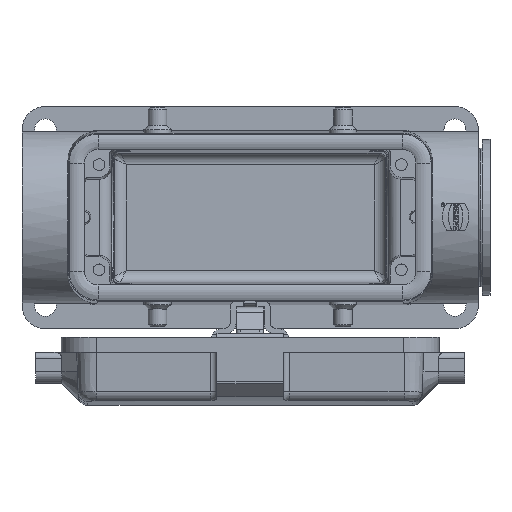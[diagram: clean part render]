
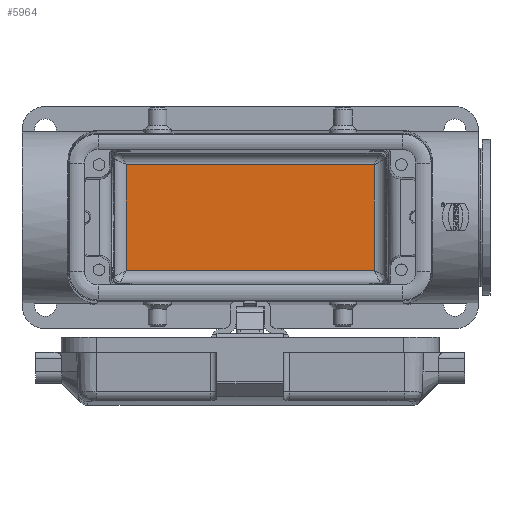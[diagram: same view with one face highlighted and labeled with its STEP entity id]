
A CAD part, top view. The second image highlights one B-rep face of the part: STEP entity #5964.
In plain terms, the highlighted planar face has unit normal (0, 0, 1).
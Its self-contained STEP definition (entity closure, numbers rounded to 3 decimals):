
#5925=CARTESIAN_POINT('',(34.75,-17.75,-65.25));
#5926=DIRECTION('',(0.0,0.0,-1.0));
#5927=DIRECTION('',(-1.0,0.0,0.0));
#5928=AXIS2_PLACEMENT_3D('',#5925,#5926,#5927);
#5929=PLANE('',#5928);
#5930=CARTESIAN_POINT('',(-31.804,-13.567,-65.25));
#5931=VERTEX_POINT('',#5930);
#5932=CARTESIAN_POINT('',(31.804,-13.567,-65.25));
#5933=VERTEX_POINT('',#5932);
#5934=CARTESIAN_POINT('',(-31.804,-13.567,-65.25));
#5935=DIRECTION('',(1.0,0.0,0.0));
#5936=VECTOR('',#5935,63.609);
#5937=LINE('',#5934,#5936);
#5938=EDGE_CURVE('',#5931,#5933,#5937,.T.);
#5939=ORIENTED_EDGE('',*,*,#5938,.T.);
#5940=CARTESIAN_POINT('',(31.804,13.567,-65.25));
#5941=VERTEX_POINT('',#5940);
#5942=CARTESIAN_POINT('',(31.804,-13.567,-65.25));
#5943=DIRECTION('',(0.0,1.0,0.0));
#5944=VECTOR('',#5943,27.135);
#5945=LINE('',#5942,#5944);
#5946=EDGE_CURVE('',#5933,#5941,#5945,.T.);
#5947=ORIENTED_EDGE('',*,*,#5946,.T.);
#5948=CARTESIAN_POINT('',(-31.804,13.567,-65.25));
#5949=VERTEX_POINT('',#5948);
#5950=CARTESIAN_POINT('',(31.804,13.567,-65.25));
#5951=DIRECTION('',(-1.0,0.0,0.0));
#5952=VECTOR('',#5951,63.609);
#5953=LINE('',#5950,#5952);
#5954=EDGE_CURVE('',#5941,#5949,#5953,.T.);
#5955=ORIENTED_EDGE('',*,*,#5954,.T.);
#5956=CARTESIAN_POINT('',(-31.804,13.567,-65.25));
#5957=DIRECTION('',(0.0,-1.0,0.0));
#5958=VECTOR('',#5957,27.135);
#5959=LINE('',#5956,#5958);
#5960=EDGE_CURVE('',#5949,#5931,#5959,.T.);
#5961=ORIENTED_EDGE('',*,*,#5960,.T.);
#5962=EDGE_LOOP('',(#5939,#5947,#5955,#5961));
#5963=FACE_OUTER_BOUND('',#5962,.T.);
#5964=ADVANCED_FACE('',(#5963),#5929,.F.);
